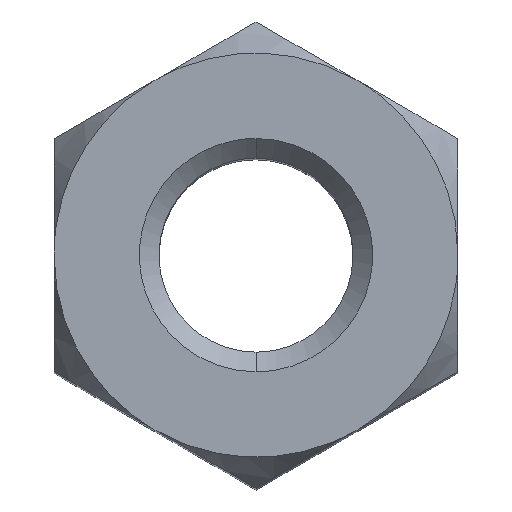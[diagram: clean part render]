
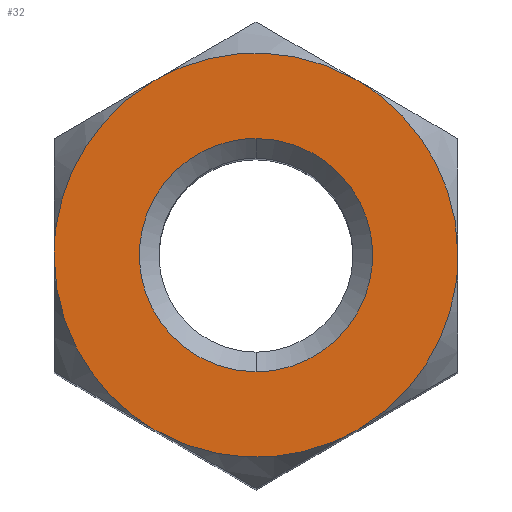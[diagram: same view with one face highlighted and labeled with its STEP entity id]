
A CAD part, top view. The second image highlights one B-rep face of the part: STEP entity #32.
In plain terms, the highlighted planar face has unit normal (0, 0, 1).
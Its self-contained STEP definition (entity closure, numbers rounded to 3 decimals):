
#24=FACE_BOUND('',#89,.T.);
#32=ADVANCED_FACE('',(#60,#24),#386,.T.);
#60=FACE_OUTER_BOUND('',#88,.T.);
#88=EDGE_LOOP('',(#130,#131,#132,#133,#134,#135));
#89=EDGE_LOOP('',(#136,#137));
#130=ORIENTED_EDGE('',*,*,#253,.T.);
#131=ORIENTED_EDGE('',*,*,#252,.T.);
#132=ORIENTED_EDGE('',*,*,#256,.T.);
#133=ORIENTED_EDGE('',*,*,#255,.T.);
#134=ORIENTED_EDGE('',*,*,#251,.T.);
#135=ORIENTED_EDGE('',*,*,#254,.T.);
#136=ORIENTED_EDGE('',*,*,#258,.T.);
#137=ORIENTED_EDGE('',*,*,#285,.T.);
#251=EDGE_CURVE('',#354,#357,#327,.T.);
#252=EDGE_CURVE('',#360,#363,#328,.T.);
#253=EDGE_CURVE('',#358,#360,#329,.T.);
#254=EDGE_CURVE('',#357,#358,#330,.T.);
#255=EDGE_CURVE('',#364,#354,#331,.T.);
#256=EDGE_CURVE('',#363,#364,#332,.T.);
#258=EDGE_CURVE('',#365,#382,#334,.T.);
#285=EDGE_CURVE('',#382,#365,#346,.T.);
#327=(
BOUNDED_CURVE()
B_SPLINE_CURVE(2,(#935,#936,#937,#938,#939),.UNSPECIFIED.,.F.,.F.)
B_SPLINE_CURVE_WITH_KNOTS((3,2,3),(10.442,11.781,13.12),
 .UNSPECIFIED.)
CURVE()
GEOMETRIC_REPRESENTATION_ITEM()
RATIONAL_B_SPLINE_CURVE((1.,0.966,1.,0.966,1.))
REPRESENTATION_ITEM('')
);
#328=(
BOUNDED_CURVE()
B_SPLINE_CURVE(2,(#940,#941,#942,#943,#944),.UNSPECIFIED.,.F.,.F.)
B_SPLINE_CURVE_WITH_KNOTS((3,2,3),(2.588,3.927,5.266),
 .UNSPECIFIED.)
CURVE()
GEOMETRIC_REPRESENTATION_ITEM()
RATIONAL_B_SPLINE_CURVE((1.,0.966,1.,0.966,1.))
REPRESENTATION_ITEM('')
);
#329=(
BOUNDED_CURVE()
B_SPLINE_CURVE(2,(#945,#946,#947),.UNSPECIFIED.,.F.,.F.)
B_SPLINE_CURVE_WITH_KNOTS((3,3),(0.,2.588),.UNSPECIFIED.)
CURVE()
GEOMETRIC_REPRESENTATION_ITEM()
RATIONAL_B_SPLINE_CURVE((1.,0.866,1.))
REPRESENTATION_ITEM('')
);
#330=(
BOUNDED_CURVE()
B_SPLINE_CURVE(2,(#948,#949,#950),.UNSPECIFIED.,.F.,.F.)
B_SPLINE_CURVE_WITH_KNOTS((3,3),(13.12,15.708),
 .UNSPECIFIED.)
CURVE()
GEOMETRIC_REPRESENTATION_ITEM()
RATIONAL_B_SPLINE_CURVE((1.,0.866,1.))
REPRESENTATION_ITEM('')
);
#331=(
BOUNDED_CURVE()
B_SPLINE_CURVE(2,(#951,#952,#953),.UNSPECIFIED.,.F.,.F.)
B_SPLINE_CURVE_WITH_KNOTS((3,3),(7.854,10.442),
 .UNSPECIFIED.)
CURVE()
GEOMETRIC_REPRESENTATION_ITEM()
RATIONAL_B_SPLINE_CURVE((1.,0.866,1.))
REPRESENTATION_ITEM('')
);
#332=(
BOUNDED_CURVE()
B_SPLINE_CURVE(2,(#954,#955,#956),.UNSPECIFIED.,.F.,.F.)
B_SPLINE_CURVE_WITH_KNOTS((3,3),(5.266,7.854),
 .UNSPECIFIED.)
CURVE()
GEOMETRIC_REPRESENTATION_ITEM()
RATIONAL_B_SPLINE_CURVE((1.,0.866,1.))
REPRESENTATION_ITEM('')
);
#334=(
BOUNDED_CURVE()
B_SPLINE_CURVE(2,(#962,#963,#964,#965,#966),.UNSPECIFIED.,.F.,.F.)
B_SPLINE_CURVE_WITH_KNOTS((3,2,3),(-9.069,-6.802,-4.534),
 .UNSPECIFIED.)
CURVE()
GEOMETRIC_REPRESENTATION_ITEM()
RATIONAL_B_SPLINE_CURVE((1.,0.707,1.,0.707,1.))
REPRESENTATION_ITEM('')
);
#346=(
BOUNDED_CURVE()
B_SPLINE_CURVE(2,(#1086,#1087,#1088,#1089,#1090),.UNSPECIFIED.,.F.,.F.)
B_SPLINE_CURVE_WITH_KNOTS((3,2,3),(-4.534,-2.267,0.),
 .UNSPECIFIED.)
CURVE()
GEOMETRIC_REPRESENTATION_ITEM()
RATIONAL_B_SPLINE_CURVE((1.,0.707,1.,0.707,1.))
REPRESENTATION_ITEM('')
);
#354=VERTEX_POINT('',#826);
#357=VERTEX_POINT('',#829);
#358=VERTEX_POINT('',#830);
#360=VERTEX_POINT('',#832);
#363=VERTEX_POINT('',#835);
#364=VERTEX_POINT('',#836);
#365=VERTEX_POINT('',#837);
#382=VERTEX_POINT('',#854);
#386=PLANE('',#434);
#434=AXIS2_PLACEMENT_3D('',#564,#445,$);
#445=DIRECTION('',(0.,0.,1.));
#564=CARTESIAN_POINT('',(57.45,-2.55,0.));
#826=CARTESIAN_POINT('',(58.75,-2.165,0.));
#829=CARTESIAN_POINT('',(61.25,-2.165,0.));
#830=CARTESIAN_POINT('',(62.5,0.,0.));
#832=CARTESIAN_POINT('',(61.25,2.165,0.));
#835=CARTESIAN_POINT('',(58.75,2.165,0.));
#836=CARTESIAN_POINT('',(57.5,0.,0.));
#837=CARTESIAN_POINT('',(60.,-1.443,0.));
#854=CARTESIAN_POINT('',(60.,1.443,0.));
#935=CARTESIAN_POINT('',(58.75,-2.165,0.));
#936=CARTESIAN_POINT('',(59.33,-2.5,0.));
#937=CARTESIAN_POINT('',(60.,-2.5,0.));
#938=CARTESIAN_POINT('',(60.67,-2.5,0.));
#939=CARTESIAN_POINT('',(61.25,-2.165,0.));
#940=CARTESIAN_POINT('',(61.25,2.165,0.));
#941=CARTESIAN_POINT('',(60.67,2.5,0.));
#942=CARTESIAN_POINT('',(60.,2.5,0.));
#943=CARTESIAN_POINT('',(59.33,2.5,0.));
#944=CARTESIAN_POINT('',(58.75,2.165,0.));
#945=CARTESIAN_POINT('',(62.5,0.,0.));
#946=CARTESIAN_POINT('',(62.5,1.443,0.));
#947=CARTESIAN_POINT('',(61.25,2.165,0.));
#948=CARTESIAN_POINT('',(61.25,-2.165,0.));
#949=CARTESIAN_POINT('',(62.5,-1.443,0.));
#950=CARTESIAN_POINT('',(62.5,0.,0.));
#951=CARTESIAN_POINT('',(57.5,0.,0.));
#952=CARTESIAN_POINT('',(57.5,-1.443,0.));
#953=CARTESIAN_POINT('',(58.75,-2.165,0.));
#954=CARTESIAN_POINT('',(58.75,2.165,0.));
#955=CARTESIAN_POINT('',(57.5,1.443,0.));
#956=CARTESIAN_POINT('',(57.5,0.,0.));
#962=CARTESIAN_POINT('',(60.,-1.443,0.));
#963=CARTESIAN_POINT('',(58.557,-1.443,0.));
#964=CARTESIAN_POINT('',(58.557,0.,0.));
#965=CARTESIAN_POINT('',(58.557,1.443,0.));
#966=CARTESIAN_POINT('',(60.,1.443,0.));
#1086=CARTESIAN_POINT('',(60.,1.443,0.));
#1087=CARTESIAN_POINT('',(61.443,1.443,0.));
#1088=CARTESIAN_POINT('',(61.443,0.,0.));
#1089=CARTESIAN_POINT('',(61.443,-1.443,0.));
#1090=CARTESIAN_POINT('',(60.,-1.443,0.));
